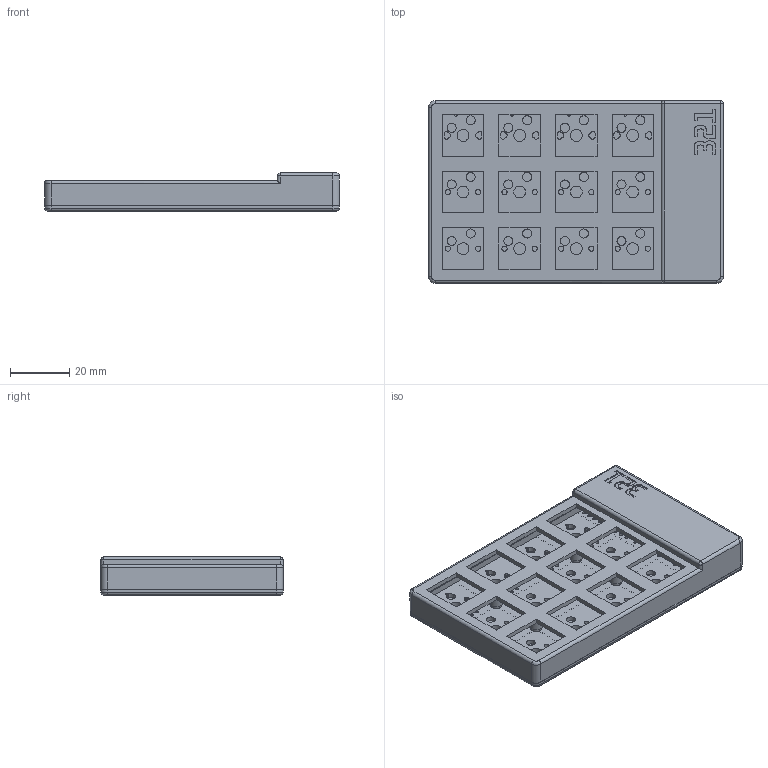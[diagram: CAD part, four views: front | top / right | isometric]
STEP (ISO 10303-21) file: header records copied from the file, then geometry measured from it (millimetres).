
FILE_DESCRIPTION(/* description */ (''),/* implementation_level */ '2;1');
FILE_NAME(/* name */ '3DP version.step',/* time_stamp */ '2023-11-11T09:48:22+08:00',/* author */ (''),/* organization */ (''),/* preprocessor_version */ 'ST-DEVELOPER v20',/* originating_system */ 'Autodesk Translation Framework v12.14.0.127',/* authorisation */ '');
FILE_SCHEMA (('AUTOMOTIVE_DESIGN { 1 0 10303 214 3 1 1 }'));
Length unit declared in the file: millimetre
Products named in the file (7): Three2One; RP2040Zero/SuperMini; MCU; Three2One PCB ; 3DP case; upper case; bottom case
Assembly tree (6 placements, depth 3):
  Three2One
    RP2040Zero/SuperMini
      MCU
    Three2One PCB 
    3DP case
      upper case
      bottom case
Bounding box: 99.29 x 61.35 x 12.8 mm (x, y, z)
Volume: 28844.2 mm3; surface area: 44727.8 mm2
Topology: 4 solids, 4 shells, 766 faces, 2210 edges, 1460 vertices
Faces by surface type: plane 481, cylinder 229, bspline 40, torus 12, sphere 4
Full cylindrical faces by diameter (mm): 0.8 x24, 1 x17, 1.092 x46, 1.75 x16, 2.2 x2, 3 x4, 3.05 x20, 3.5 x4, 4 x12, 5 x4, 6 x4
Entity records: 26443 total; most frequent: CARTESIAN_POINT 5220, ORIENTED_EDGE 4420, DIRECTION 4116, EDGE_CURVE 2210, LINE 1588, VECTOR 1588, VERTEX_POINT 1460, AXIS2_PLACEMENT_3D 1264
